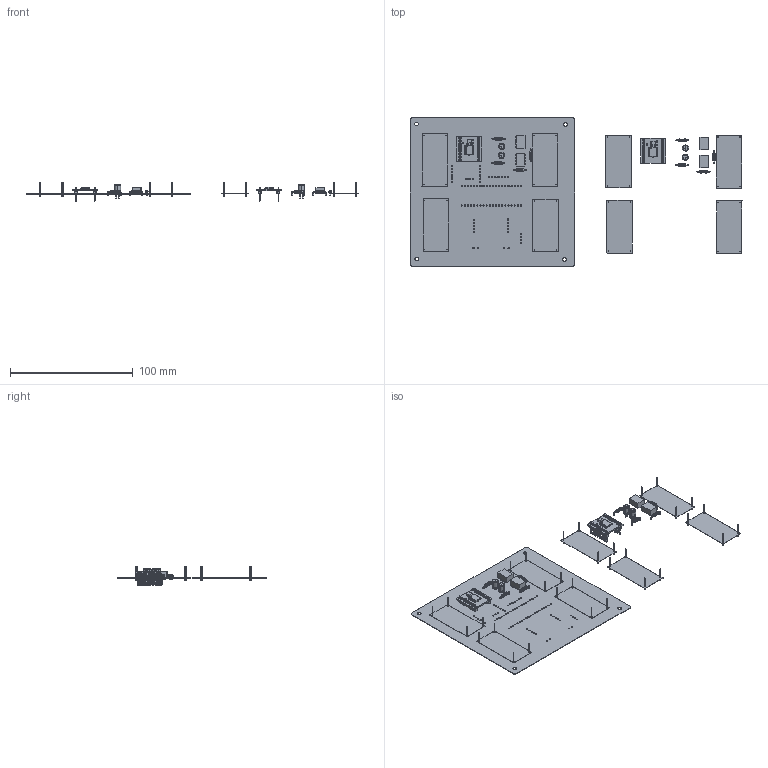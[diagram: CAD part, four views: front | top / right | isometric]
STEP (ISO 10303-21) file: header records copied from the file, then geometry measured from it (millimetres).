
FILE_DESCRIPTION(('Open CASCADE Model'),'2;1');
FILE_NAME('Open CASCADE Shape Model','2024-08-05T11:03:49',('Author'),( 'Open CASCADE'),'Open CASCADE STEP processor 6.8','Open CASCADE 6.8' ,'Unknown');
FILE_SCHEMA(('AUTOMOTIVE_DESIGN { 1 0 10303 214 1 1 1 1 }'));
Length unit declared in the file: millimetre
Products named in the file (40): PCB; Board; Open CASCADE STEP translator 6.8 1.1.1; 12V_4_pin_1; 5986969264; Extruded; 5958620784; 5V_2pin_1; 3V3_2_pin_1; 5986969424; C1_1; User_Library-Cap_electro_5x7x2mm; C2_1; CL1_1; 5958621424; CL2_1; R1_1; SW3dPS-AXIAL_RESISTOR(0.25W); R2_1; R3_1; R4_1; 5V_4_pin_1; Driver1_1; 5866249200; Driver1; 5V_4_pin; R4; R3; R2; R1; CL2; CL1; C2; C1; 3V3_2_pin; 5V_2pin; 12V_4_pin
Assembly tree (90 placements, depth 4):
  PCB
    Board
      Open CASCADE STEP translator 6.8 1.1.1
    12V_4_pin_1
      5986969264
        Extruded
      5958620784  x4
        Extruded
    5V_2pin_1
      5986969264
        Extruded
      5958620784  x4
        Extruded
    3V3_2_pin_1
      5986969424
        Extruded
      5958620784  x4
        Extruded
    C1_1
      User_Library-Cap_electro_5x7x2mm
    C2_1
      User_Library-Cap_electro_5x7x2mm
    CL1_1
      5958621424
        Extruded
    CL2_1
      5958621424
        Extruded
    R1_1
      SW3dPS-AXIAL_RESISTOR(0.25W)
    R2_1
      SW3dPS-AXIAL_RESISTOR(0.25W)
    R3_1
      SW3dPS-AXIAL_RESISTOR(0.25W)
    R4_1
      SW3dPS-AXIAL_RESISTOR(0.25W)
    5V_4_pin_1
      5986969264
        Extruded
      5958620784  x4
        Extruded
    Driver1_1
      5866249200
    Driver1
      5866249200
    5V_4_pin
      5986969264
        Extruded
      5958620784  x4
        Extruded
    R4
      SW3dPS-AXIAL_RESISTOR(0.25W)
    R3
      SW3dPS-AXIAL_RESISTOR(0.25W)
    R2
      SW3dPS-AXIAL_RESISTOR(0.25W)
    R1
      SW3dPS-AXIAL_RESISTOR(0.25W)
    CL2
      5958621424
Bounding box: 270.64 x 120.7 x 14.89 mm (x, y, z)
Volume: 11968.5 mm3; surface area: 56011.5 mm2
Topology: 203 solids, 219 shells, 3432 faces, 8308 edges, 5356 vertices
Faces by surface type: plane 2080, cylinder 1064, torus 144, revolution 96, bspline 48
Full cylindrical faces by diameter (mm): 0.788 x8, 0.812 x4, 0.9 x4, 1 x124, 3 x4
Entity records: 44362 total; most frequent: CARTESIAN_POINT 7616, DIRECTION 7268, ORIENTED_EDGE 6786, EDGE_CURVE 3420, AXIS2_PLACEMENT_3D 2427, LINE 2402, VECTOR 2402, VERTEX_POINT 2223
